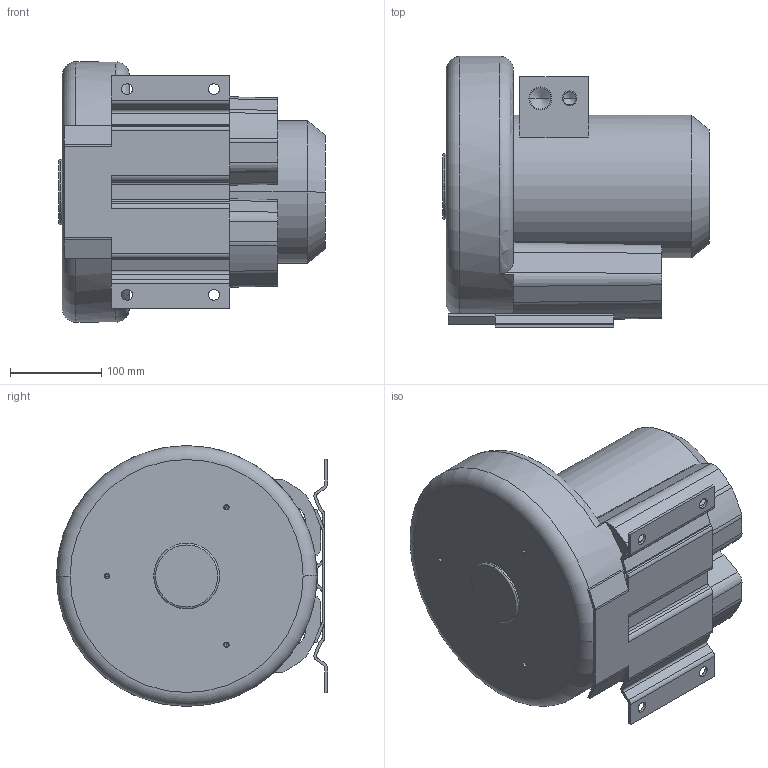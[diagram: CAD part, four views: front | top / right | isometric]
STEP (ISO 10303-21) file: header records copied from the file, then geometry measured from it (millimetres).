
FILE_DESCRIPTION((''),'2;1');
FILE_NAME('ASC0140_1MQ750_6_GEWFL_ASM','2020-07-27T',('rnennstiel'),('vacuvane vacuum technology gmbh'),'CREO PARAMETRIC BY PTC INC, 2018360','CREO PARAMETRIC BY PTC INC, 2018360','');
FILE_SCHEMA(('CONFIG_CONTROL_DESIGN'));
Length unit declared in the file: millimetre
Products named in the file (2): ASC0140_1MQ750_6; ASC0140_1MQ750_6_GEWFL_ASM
Assembly tree (1 placements, depth 2):
  ASC0140_1MQ750_6_GEWFL_ASM
    ASC0140_1MQ750_6
Bounding box: 292 x 296.7 x 285 mm (x, y, z)
Volume: 10290498 mm3; surface area: 536332.7 mm2
Topology: 1 solids, 16 shells, 251 faces, 685 edges, 435 vertices
Faces by surface type: cylinder 106, plane 92, cone 48, torus 5
Entity records: 7929 total; most frequent: DIRECTION 1474, CARTESIAN_POINT 1382, ORIENTED_EDGE 1250, EDGE_CURVE 655, AXIS2_PLACEMENT_3D 569, VERTEX_POINT 435, VECTOR 336, LINE 336
